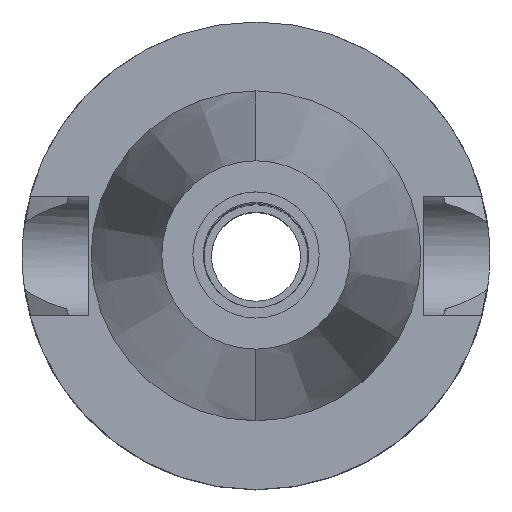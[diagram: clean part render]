
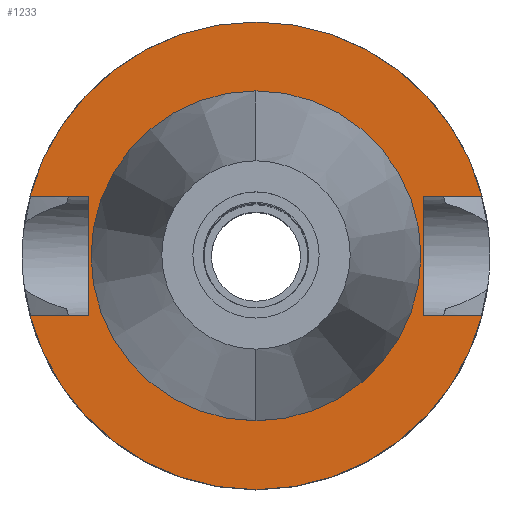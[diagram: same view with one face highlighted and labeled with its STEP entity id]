
A CAD part, top view. The second image highlights one B-rep face of the part: STEP entity #1233.
In plain terms, the highlighted planar face has unit normal (0, 0, 1).
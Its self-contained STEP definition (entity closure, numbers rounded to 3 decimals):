
#94=DIRECTION('',(0.,1.,0.));
#95=VECTOR('',#94,16.1);
#96=CARTESIAN_POINT('',(-22.5,-8.05,-1.));
#97=LINE('',#96,#95);
#101=DIRECTION('',(-1.,0.,0.));
#102=VECTOR('',#101,7.954);
#103=CARTESIAN_POINT('',(-22.5,8.05,-1.));
#104=LINE('',#103,#102);
#108=CARTESIAN_POINT('',(0.,0.,-1.));
#109=DIRECTION('',(0.,0.,-1.));
#110=DIRECTION('',(-0.967,0.256,0.));
#111=AXIS2_PLACEMENT_3D('',#108,#109,#110);
#116=CARTESIAN_POINT('',(0.,0.,-1.));
#117=DIRECTION('',(0.,0.,-1.));
#118=DIRECTION('',(0.,1.,0.));
#119=AXIS2_PLACEMENT_3D('',#116,#117,#118);
#124=DIRECTION('',(0.,-1.,0.));
#125=VECTOR('',#124,16.1);
#126=CARTESIAN_POINT('',(22.5,8.05,-1.));
#127=LINE('',#126,#125);
#131=DIRECTION('',(1.,0.,0.));
#132=VECTOR('',#131,7.954);
#133=CARTESIAN_POINT('',(22.5,-8.05,-1.));
#134=LINE('',#133,#132);
#138=CARTESIAN_POINT('',(0.,0.,-1.));
#139=DIRECTION('',(0.,0.,-1.));
#140=DIRECTION('',(0.967,-0.256,0.));
#141=AXIS2_PLACEMENT_3D('',#138,#139,#140);
#146=CARTESIAN_POINT('',(0.,0.,-1.));
#147=DIRECTION('',(0.,0.,-1.));
#148=DIRECTION('',(0.,-1.,0.));
#149=AXIS2_PLACEMENT_3D('',#146,#147,#148);
#154=CARTESIAN_POINT('',(0.,0.,-1.));
#155=DIRECTION('',(0.,0.,1.));
#156=DIRECTION('',(0.,-1.,0.));
#157=AXIS2_PLACEMENT_3D('',#154,#155,#156);
#162=CARTESIAN_POINT('',(0.,0.,-1.));
#163=DIRECTION('',(0.,0.,1.));
#164=DIRECTION('',(0.,1.,0.));
#165=AXIS2_PLACEMENT_3D('',#162,#163,#164);
#200=DIRECTION('',(-1.,0.,0.));
#201=VECTOR('',#200,7.954);
#202=CARTESIAN_POINT('',(-22.5,-8.05,-1.));
#203=LINE('',#202,#201);
#337=DIRECTION('',(1.,0.,0.));
#338=VECTOR('',#337,7.954);
#339=CARTESIAN_POINT('',(22.5,8.05,-1.));
#340=LINE('',#339,#338);
#1090=CARTESIAN_POINT('',(-22.5,-8.05,-1.));
#1091=VERTEX_POINT('',#1090);
#1092=CARTESIAN_POINT('',(-30.454,-8.05,-1.));
#1093=VERTEX_POINT('',#1092);
#1096=CARTESIAN_POINT('',(-22.5,8.05,-1.));
#1097=VERTEX_POINT('',#1096);
#1098=CARTESIAN_POINT('',(-30.454,8.05,-1.));
#1099=VERTEX_POINT('',#1098);
#1100=CARTESIAN_POINT('',(0.,31.5,-1.));
#1101=CARTESIAN_POINT('',(30.454,8.05,-1.));
#1102=VERTEX_POINT('',#1100);
#1103=VERTEX_POINT('',#1101);
#1104=CARTESIAN_POINT('',(22.5,8.05,-1.));
#1105=VERTEX_POINT('',#1104);
#1106=CARTESIAN_POINT('',(22.5,-8.05,-1.));
#1107=VERTEX_POINT('',#1106);
#1108=CARTESIAN_POINT('',(30.454,-8.05,-1.));
#1109=VERTEX_POINT('',#1108);
#1110=CARTESIAN_POINT('',(0.,-31.5,-1.));
#1111=VERTEX_POINT('',#1110);
#1112=CARTESIAN_POINT('',(0.,-22.225,-1.));
#1113=CARTESIAN_POINT('',(0.,22.225,-1.));
#1114=VERTEX_POINT('',#1112);
#1115=VERTEX_POINT('',#1113);
#1202=CARTESIAN_POINT('',(0.,0.,-1.));
#1203=DIRECTION('',(0.,0.,-1.));
#1204=DIRECTION('',(0.,-1.,0.));
#1205=AXIS2_PLACEMENT_3D('',#1202,#1203,#1204);
#1206=PLANE('',#1205);
#1208=ORIENTED_EDGE('',*,*,#1207,.T.);
#1210=ORIENTED_EDGE('',*,*,#1209,.T.);
#1212=ORIENTED_EDGE('',*,*,#1211,.T.);
#1214=ORIENTED_EDGE('',*,*,#1213,.T.);
#1216=ORIENTED_EDGE('',*,*,#1215,.F.);
#1218=ORIENTED_EDGE('',*,*,#1217,.T.);
#1220=ORIENTED_EDGE('',*,*,#1219,.T.);
#1222=ORIENTED_EDGE('',*,*,#1221,.T.);
#1224=ORIENTED_EDGE('',*,*,#1223,.T.);
#1226=ORIENTED_EDGE('',*,*,#1225,.F.);
#1227=EDGE_LOOP('',(#1208,#1210,#1212,#1214,#1216,#1218,#1220,#1222,#1224,
#1226));
#1228=FACE_OUTER_BOUND('',#1227,.F.);
#1229=ORIENTED_EDGE('',*,*,#1181,.T.);
#1230=ORIENTED_EDGE('',*,*,#1197,.T.);
#1231=EDGE_LOOP('',(#1229,#1230));
#1232=FACE_BOUND('',#1231,.F.);
#112=CIRCLE('',#111,31.5);
#120=CIRCLE('',#119,31.5);
#142=CIRCLE('',#141,31.5);
#150=CIRCLE('',#149,31.5);
#158=CIRCLE('',#157,22.225);
#166=CIRCLE('',#165,22.225);
#1181=EDGE_CURVE('',#1114,#1115,#158,.T.);
#1197=EDGE_CURVE('',#1115,#1114,#166,.T.);
#1207=EDGE_CURVE('',#1091,#1097,#97,.T.);
#1209=EDGE_CURVE('',#1097,#1099,#104,.T.);
#1211=EDGE_CURVE('',#1099,#1102,#112,.T.);
#1213=EDGE_CURVE('',#1102,#1103,#120,.T.);
#1215=EDGE_CURVE('',#1105,#1103,#340,.T.);
#1217=EDGE_CURVE('',#1105,#1107,#127,.T.);
#1219=EDGE_CURVE('',#1107,#1109,#134,.T.);
#1221=EDGE_CURVE('',#1109,#1111,#142,.T.);
#1223=EDGE_CURVE('',#1111,#1093,#150,.T.);
#1225=EDGE_CURVE('',#1091,#1093,#203,.T.);
#1233=ADVANCED_FACE('',(#1228,#1232),#1206,.F.);
